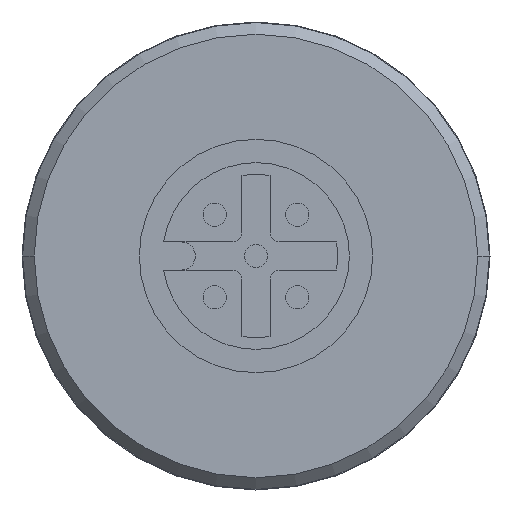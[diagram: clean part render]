
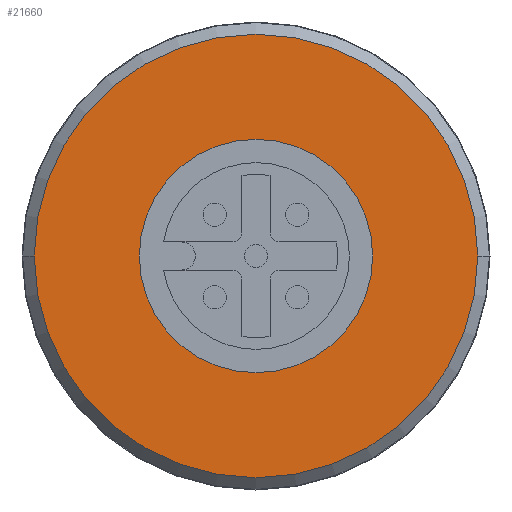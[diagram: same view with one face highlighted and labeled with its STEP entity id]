
A CAD part, front view. The second image highlights one B-rep face of the part: STEP entity #21660.
In plain terms, the highlighted planar face has unit normal (0, -1, 0).
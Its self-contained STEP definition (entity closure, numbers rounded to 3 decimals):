
#1510=CARTESIAN_POINT('',(-9.5,-14.8,
0.));
#1520=VERTEX_POINT('',#1510);
#1550=CARTESIAN_POINT('',(0.,-14.8,0.));
#1560=DIRECTION('',(0.,1.,0.));
#1570=DIRECTION('',(0.,0.,1.));
#1580=AXIS2_PLACEMENT_3D('',#1550,#1560,#1570);
#1590=CIRCLE('',#1580,9.5);
#1600=CARTESIAN_POINT('',(9.5,-14.8,
0.));
#1610=VERTEX_POINT('',#1600);
#1620=EDGE_CURVE('',#1610,#1520,#1590,.T.);
#1860=CARTESIAN_POINT('',(0.,-14.8,-5.))
;
#1870=VERTEX_POINT('',#1860);
#2050=CARTESIAN_POINT('',(0.,-14.8,5.));
#2060=VERTEX_POINT('',#2050);
#2090=CARTESIAN_POINT('',(0.,-14.8,0.));
#2100=DIRECTION('',(0.,1.,0.));
#2110=DIRECTION('',(0.,0.,1.));
#2120=AXIS2_PLACEMENT_3D('',#2090,#2100,#2110);
#2130=CIRCLE('',#2120,5.);
#2140=EDGE_CURVE('',#2060,#1870,#2130,.T.);
#21470=CARTESIAN_POINT('',(0.,-14.8,7.25));
#21480=DIRECTION('',(0.,-1.,0.));
#21490=DIRECTION('',(0.,0.,-1.));
#21500=AXIS2_PLACEMENT_3D('',#21470,#21480,#21490);
#21510=PLANE('',#21500);
#21520=CARTESIAN_POINT('',(0.,-14.8,9.5));
#21530=VERTEX_POINT('',#21520);
#21540=EDGE_CURVE('',#21530,#1610,#1590,.T.);
#21550=ORIENTED_EDGE('',*,*,#21540,.F.);
#21560=ORIENTED_EDGE('',*,*,#1620,.F.);
#21570=EDGE_CURVE('',#1520,#21530,#1590,.T.);
#21580=ORIENTED_EDGE('',*,*,#21570,.F.);
#21590=EDGE_LOOP('',(#21580,#21560,#21550));
#21600=FACE_OUTER_BOUND('',#21590,.T.);
#21610=EDGE_CURVE('',#1870,#2060,#2130,.T.);
#21620=ORIENTED_EDGE('',*,*,#21610,.T.);
#21630=ORIENTED_EDGE('',*,*,#2140,.T.);
#21640=EDGE_LOOP('',(#21630,#21620));
#21650=FACE_BOUND('',#21640,.T.);
#21660=ADVANCED_FACE('',(#21600,#21650),#21510,.T.);
